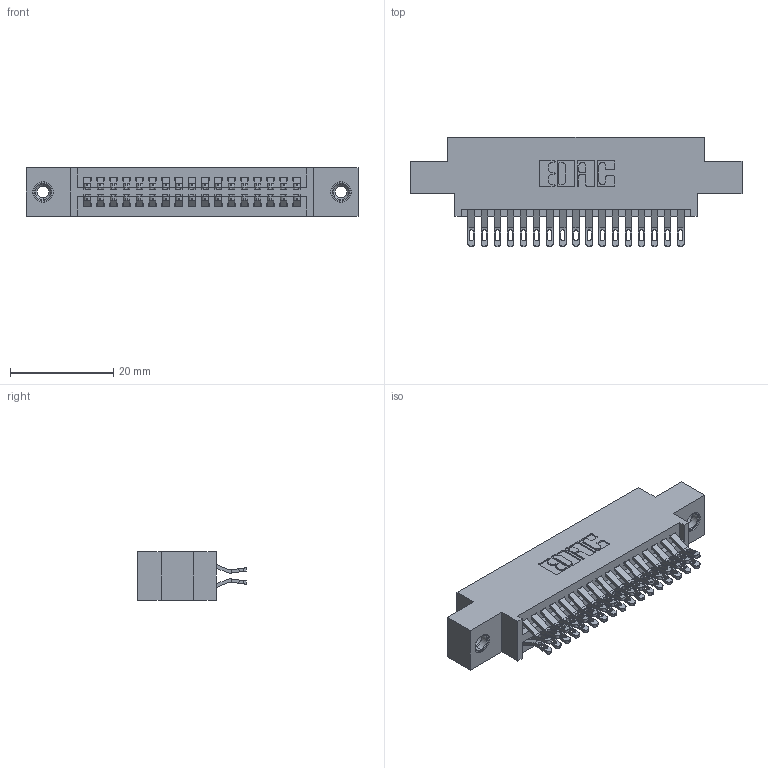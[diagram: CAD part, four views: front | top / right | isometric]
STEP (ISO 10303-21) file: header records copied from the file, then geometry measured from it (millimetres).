
FILE_DESCRIPTION (( 'STEP AP203' ), '1' );
FILE_NAME ('345-034-555-808.STEP', '2019-10-28T07:32:17', ( '' ), ( '' ), 'SwSTEP 2.0', 'SolidWorks 2016', '' );
FILE_SCHEMA (( 'CONFIG_CONTROL_DESIGN' ));
Length unit declared in the file: inch
Products named in the file (4): 345-250-001_345-250-003-102; 345-292-001_555 Tail; 345 Part_0.170 Offset - 0.156 Dia-TI; 345-034-555-808
Assembly tree (37 placements, depth 2):
  345-034-555-808
    345 Part_0.170 Offset - 0.156 Dia-TI
    345-292-001_555 Tail  x34
    345-250-001_345-250-003-102  x2
Bounding box: 64.39 x 21.13 x 9.4 mm (x, y, z)
Volume: 6001.5 mm3; surface area: 8886.9 mm2
Topology: 37 solids, 37 shells, 2094 faces, 6507 edges, 4330 vertices
Faces by surface type: plane 1170, cylinder 908, cone 12, torus 4
Entity records: 18348 total; most frequent: CARTESIAN_POINT 3117, ORIENTED_EDGE 3014, DIRECTION 2773, EDGE_CURVE 1507, LINE 1267, VECTOR 1267, VERTEX_POINT 1000, AXIS2_PLACEMENT_3D 753
